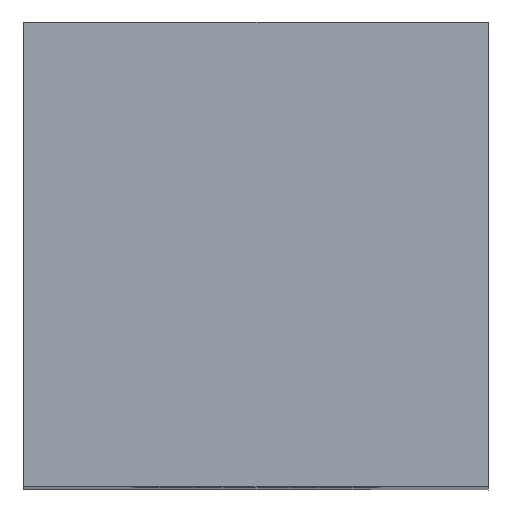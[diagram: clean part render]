
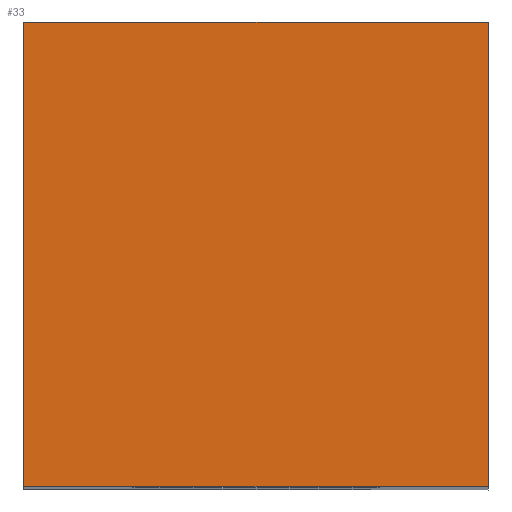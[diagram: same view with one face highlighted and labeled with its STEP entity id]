
A CAD part, top view. The second image highlights one B-rep face of the part: STEP entity #33.
In plain terms, the highlighted planar face has unit normal (0, 0, 1).
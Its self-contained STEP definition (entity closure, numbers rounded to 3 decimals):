
#4 = EDGE_CURVE ( 'NONE', #147, #150, #188, .T. ) ;
#7 = EDGE_CURVE ( 'NONE', #11, #147, #220, .T. ) ;
#11 = VERTEX_POINT ( 'NONE', #209 ) ;
#23 = ORIENTED_EDGE ( 'NONE', *, *, #7, .T. ) ;
#31 = EDGE_LOOP ( 'NONE', ( #36, #42, #23, #32 ) ) ;
#32 = ORIENTED_EDGE ( 'NONE', *, *, #4, .T. ) ;
#33 = ADVANCED_FACE ( 'NONE', ( #282 ), #279, .F. ) ;
#36 = ORIENTED_EDGE ( 'NONE', *, *, #153, .T. ) ;
#37 = EDGE_CURVE ( 'NONE', #127, #11, #241, .T. ) ;
#42 = ORIENTED_EDGE ( 'NONE', *, *, #37, .T. ) ;
#127 = VERTEX_POINT ( 'NONE', #313 ) ;
#147 = VERTEX_POINT ( 'NONE', #293 ) ;
#150 = VERTEX_POINT ( 'NONE', #232 ) ;
#153 = EDGE_CURVE ( 'NONE', #150, #127, #332, .T. ) ;
#185 = DIRECTION ( 'NONE',  ( -1., 0., 0. ) ) ;
#186 = VECTOR ( 'NONE', #185, 1000. ) ;
#187 = CARTESIAN_POINT ( 'NONE',  ( 0., 15., 0. ) ) ;
#188 = LINE ( 'NONE', #187, #186 ) ;
#209 = CARTESIAN_POINT ( 'NONE',  ( 15., 0., 0. ) ) ;
#216 = DIRECTION ( 'NONE',  ( 0., 1., 0. ) ) ;
#217 = VECTOR ( 'NONE', #216, 1000. ) ;
#219 = CARTESIAN_POINT ( 'NONE',  ( 15., 0., 0. ) ) ;
#220 = LINE ( 'NONE', #219, #217 ) ;
#228 = VECTOR ( 'NONE', #297, 1000. ) ;
#232 = CARTESIAN_POINT ( 'NONE',  ( 0., 15., 0. ) ) ;
#235 = DIRECTION ( 'NONE',  ( -1., 0., 0. ) ) ;
#236 = CARTESIAN_POINT ( 'NONE',  ( 0., 0., 0. ) ) ;
#241 = LINE ( 'NONE', #236, #228 ) ;
#252 = DIRECTION ( 'NONE',  ( 0., 0., -1. ) ) ;
#257 = CARTESIAN_POINT ( 'NONE',  ( 0., 15., 0. ) ) ;
#275 = AXIS2_PLACEMENT_3D ( 'NONE', #257, #252, #235 ) ;
#279 = PLANE ( 'NONE',  #275 ) ;
#282 = FACE_OUTER_BOUND ( 'NONE', #31, .T. ) ;
#293 = CARTESIAN_POINT ( 'NONE',  ( 15., 15., 0. ) ) ;
#297 = DIRECTION ( 'NONE',  ( 1., 0., 0. ) ) ;
#313 = CARTESIAN_POINT ( 'NONE',  ( 0., 0., 0. ) ) ;
#332 = LINE ( 'NONE', #333, #355 ) ;
#333 = CARTESIAN_POINT ( 'NONE',  ( 0., 0., 0. ) ) ;
#350 = DIRECTION ( 'NONE',  ( 0., -1., 0. ) ) ;
#355 = VECTOR ( 'NONE', #350, 1000. ) ;
